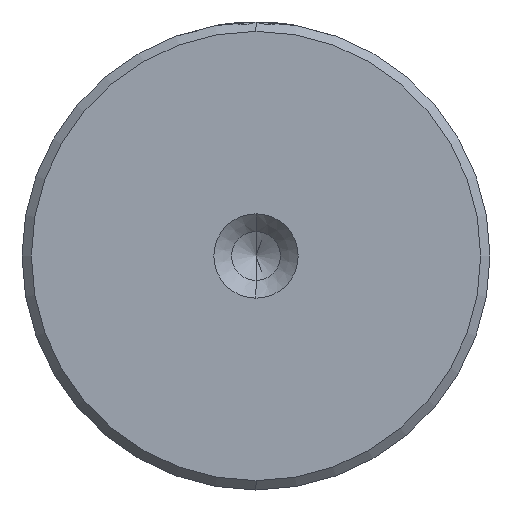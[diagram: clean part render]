
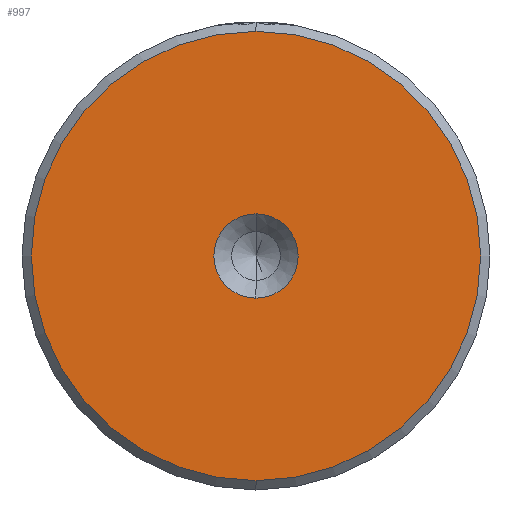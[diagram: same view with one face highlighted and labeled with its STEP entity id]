
A CAD part, left-side view. The second image highlights one B-rep face of the part: STEP entity #997.
In plain terms, the highlighted planar face has unit normal (-1, 0, 0).
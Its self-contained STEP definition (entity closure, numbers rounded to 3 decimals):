
#12 = CARTESIAN_POINT ( 'NONE',  ( 0., 0., 0. ) ) ;
#51 = CARTESIAN_POINT ( 'NONE',  ( 0., 0., 0. ) ) ;
#123 = DIRECTION ( 'NONE',  ( 0., 0., 1. ) ) ;
#149 = CIRCLE ( 'NONE', #1963, 12. ) ;
#245 = EDGE_LOOP ( 'NONE', ( #2317, #1458 ) ) ;
#249 = DIRECTION ( 'NONE',  ( 0., 0., 1. ) ) ;
#595 = CARTESIAN_POINT ( 'NONE',  ( 0., 0., -12. ) ) ;
#599 = PLANE ( 'NONE',  #2020 ) ;
#687 = AXIS2_PLACEMENT_3D ( 'NONE', #1025, #2313, #1215 ) ;
#708 = DIRECTION ( 'NONE',  ( -1., 0., 0. ) ) ;
#728 = EDGE_LOOP ( 'NONE', ( #1583, #1895 ) ) ;
#743 = EDGE_CURVE ( 'NONE', #897, #2150, #869, .T. ) ;
#869 = CIRCLE ( 'NONE', #2057, 2.25 ) ;
#897 = VERTEX_POINT ( 'NONE', #1675 ) ;
#970 = DIRECTION ( 'NONE',  ( 0., 0., 1. ) ) ;
#997 = ADVANCED_FACE ( 'NONE', ( #2239, #1268 ), #599, .T. ) ;
#1007 = CIRCLE ( 'NONE', #687, 12. ) ;
#1025 = CARTESIAN_POINT ( 'NONE',  ( 0., 0., 0. ) ) ;
#1123 = DIRECTION ( 'NONE',  ( -1., 0., 0. ) ) ;
#1171 = VERTEX_POINT ( 'NONE', #595 ) ;
#1215 = DIRECTION ( 'NONE',  ( 0., 0., 1. ) ) ;
#1268 = FACE_BOUND ( 'NONE', #728, .T. ) ;
#1294 = CARTESIAN_POINT ( 'NONE',  ( 0., 0., -2.25 ) ) ;
#1304 = EDGE_CURVE ( 'NONE', #2150, #897, #1613, .T. ) ;
#1370 = EDGE_CURVE ( 'NONE', #1171, #2309, #1007, .T. ) ;
#1382 = DIRECTION ( 'NONE',  ( -1., 0., 0. ) ) ;
#1458 = ORIENTED_EDGE ( 'NONE', *, *, #1654, .T. ) ;
#1583 = ORIENTED_EDGE ( 'NONE', *, *, #743, .F. ) ;
#1613 = CIRCLE ( 'NONE', #2088, 2.25 ) ;
#1654 = EDGE_CURVE ( 'NONE', #2309, #1171, #149, .T. ) ;
#1675 = CARTESIAN_POINT ( 'NONE',  ( 0., 0., 2.25 ) ) ;
#1895 = ORIENTED_EDGE ( 'NONE', *, *, #1304, .F. ) ;
#1963 = AXIS2_PLACEMENT_3D ( 'NONE', #2225, #1123, #2404 ) ;
#1996 = CARTESIAN_POINT ( 'NONE',  ( 0., 0., 0. ) ) ;
#2020 = AXIS2_PLACEMENT_3D ( 'NONE', #12, #2073, #970 ) ;
#2057 = AXIS2_PLACEMENT_3D ( 'NONE', #1996, #708, #123 ) ;
#2073 = DIRECTION ( 'NONE',  ( -1., 0., 0. ) ) ;
#2088 = AXIS2_PLACEMENT_3D ( 'NONE', #51, #1382, #249 ) ;
#2150 = VERTEX_POINT ( 'NONE', #1294 ) ;
#2225 = CARTESIAN_POINT ( 'NONE',  ( 0., 0., 0. ) ) ;
#2238 = CARTESIAN_POINT ( 'NONE',  ( 0., 0., 12. ) ) ;
#2239 = FACE_OUTER_BOUND ( 'NONE', #245, .T. ) ;
#2309 = VERTEX_POINT ( 'NONE', #2238 ) ;
#2313 = DIRECTION ( 'NONE',  ( -1., 0., 0. ) ) ;
#2317 = ORIENTED_EDGE ( 'NONE', *, *, #1370, .T. ) ;
#2404 = DIRECTION ( 'NONE',  ( 0., 0., 1. ) ) ;
